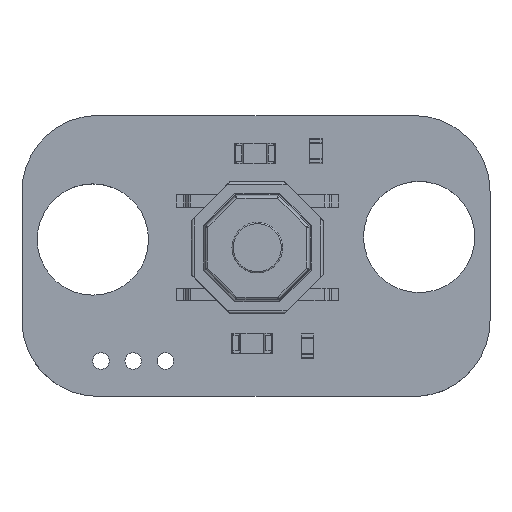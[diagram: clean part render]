
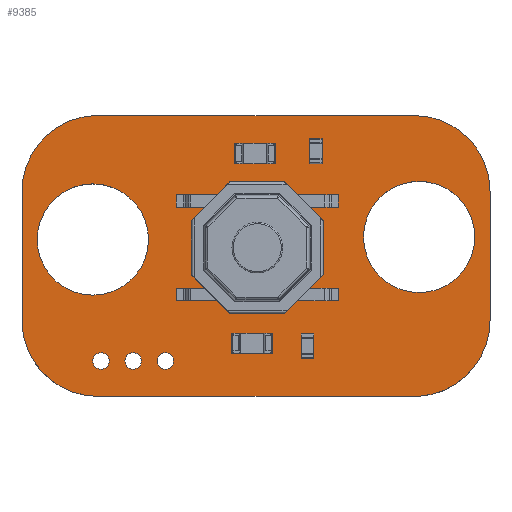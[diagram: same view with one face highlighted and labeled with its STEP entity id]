
A CAD part, top view. The second image highlights one B-rep face of the part: STEP entity #9385.
In plain terms, the highlighted planar face has unit normal (0, 0, 1).
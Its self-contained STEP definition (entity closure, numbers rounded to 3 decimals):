
#9149 = VERTEX_POINT('',#9150);
#9150 = CARTESIAN_POINT('',(6.25,5.55,1.51));
#9156 = EDGE_CURVE('',#9149,#9157,#9159,.T.);
#9157 = VERTEX_POINT('',#9158);
#9158 = CARTESIAN_POINT('',(9.248,2.718,1.51));
#9159 = CIRCLE('',#9160,2.998);
#9160 = AXIS2_PLACEMENT_3D('',#9161,#9162,#9163);
#9161 = CARTESIAN_POINT('',(6.254,2.552,1.51));
#9162 = DIRECTION('',(0.,0.,-1.));
#9163 = DIRECTION('',(-0.001,1.,0.));
#9191 = VERTEX_POINT('',#9192);
#9192 = CARTESIAN_POINT('',(-6.25,5.55,1.51));
#9198 = EDGE_CURVE('',#9191,#9149,#9199,.T.);
#9199 = LINE('',#9200,#9201);
#9200 = CARTESIAN_POINT('',(-6.25,5.55,1.51));
#9201 = VECTOR('',#9202,1.);
#9202 = DIRECTION('',(1.,0.,0.));
#9220 = EDGE_CURVE('',#9157,#9221,#9223,.T.);
#9221 = VERTEX_POINT('',#9222);
#9222 = CARTESIAN_POINT('',(9.25,2.55,1.51));
#9223 = LINE('',#9224,#9225);
#9224 = CARTESIAN_POINT('',(9.248,2.718,1.51));
#9225 = VECTOR('',#9226,1.);
#9226 = DIRECTION('',(0.014,-1.,0.));
#9385 = ADVANCED_FACE('',(#9386,#9464,#9475,#9486,#9497,#9508),#9519,.T.
  );
#9386 = FACE_BOUND('',#9387,.T.);
#9387 = EDGE_LOOP('',(#9388,#9389,#9390,#9398,#9407,#9415,#9423,#9432,
    #9440,#9448,#9457,#9463));
#9388 = ORIENTED_EDGE('',*,*,#9156,.F.);
#9389 = ORIENTED_EDGE('',*,*,#9198,.F.);
#9390 = ORIENTED_EDGE('',*,*,#9391,.F.);
#9391 = EDGE_CURVE('',#9392,#9191,#9394,.T.);
#9392 = VERTEX_POINT('',#9393);
#9393 = CARTESIAN_POINT('',(-6.418,5.548,1.51));
#9394 = LINE('',#9395,#9396);
#9395 = CARTESIAN_POINT('',(-6.418,5.548,1.51));
#9396 = VECTOR('',#9397,1.);
#9397 = DIRECTION('',(1.,0.014,0.));
#9398 = ORIENTED_EDGE('',*,*,#9399,.F.);
#9399 = EDGE_CURVE('',#9400,#9392,#9402,.T.);
#9400 = VERTEX_POINT('',#9401);
#9401 = CARTESIAN_POINT('',(-9.25,2.55,1.51));
#9402 = CIRCLE('',#9403,2.998);
#9403 = AXIS2_PLACEMENT_3D('',#9404,#9405,#9406);
#9404 = CARTESIAN_POINT('',(-6.252,2.554,1.51));
#9405 = DIRECTION('',(0.,0.,-1.));
#9406 = DIRECTION('',(-1.,-0.001,-0.));
#9407 = ORIENTED_EDGE('',*,*,#9408,.F.);
#9408 = EDGE_CURVE('',#9409,#9400,#9411,.T.);
#9409 = VERTEX_POINT('',#9410);
#9410 = CARTESIAN_POINT('',(-9.25,-2.55,1.51));
#9411 = LINE('',#9412,#9413);
#9412 = CARTESIAN_POINT('',(-9.25,-2.55,1.51));
#9413 = VECTOR('',#9414,1.);
#9414 = DIRECTION('',(0.,1.,0.));
#9415 = ORIENTED_EDGE('',*,*,#9416,.F.);
#9416 = EDGE_CURVE('',#9417,#9409,#9419,.T.);
#9417 = VERTEX_POINT('',#9418);
#9418 = CARTESIAN_POINT('',(-9.248,-2.718,1.51));
#9419 = LINE('',#9420,#9421);
#9420 = CARTESIAN_POINT('',(-9.248,-2.718,1.51));
#9421 = VECTOR('',#9422,1.);
#9422 = DIRECTION('',(-0.014,1.,0.));
#9423 = ORIENTED_EDGE('',*,*,#9424,.F.);
#9424 = EDGE_CURVE('',#9425,#9417,#9427,.T.);
#9425 = VERTEX_POINT('',#9426);
#9426 = CARTESIAN_POINT('',(-6.25,-5.55,1.51));
#9427 = CIRCLE('',#9428,2.998);
#9428 = AXIS2_PLACEMENT_3D('',#9429,#9430,#9431);
#9429 = CARTESIAN_POINT('',(-6.254,-2.552,1.51));
#9430 = DIRECTION('',(0.,0.,-1.));
#9431 = DIRECTION('',(0.001,-1.,0.));
#9432 = ORIENTED_EDGE('',*,*,#9433,.F.);
#9433 = EDGE_CURVE('',#9434,#9425,#9436,.T.);
#9434 = VERTEX_POINT('',#9435);
#9435 = CARTESIAN_POINT('',(6.25,-5.55,1.51));
#9436 = LINE('',#9437,#9438);
#9437 = CARTESIAN_POINT('',(6.25,-5.55,1.51));
#9438 = VECTOR('',#9439,1.);
#9439 = DIRECTION('',(-1.,0.,0.));
#9440 = ORIENTED_EDGE('',*,*,#9441,.F.);
#9441 = EDGE_CURVE('',#9442,#9434,#9444,.T.);
#9442 = VERTEX_POINT('',#9443);
#9443 = CARTESIAN_POINT('',(6.418,-5.548,1.51));
#9444 = LINE('',#9445,#9446);
#9445 = CARTESIAN_POINT('',(6.418,-5.548,1.51));
#9446 = VECTOR('',#9447,1.);
#9447 = DIRECTION('',(-1.,-0.014,0.));
#9448 = ORIENTED_EDGE('',*,*,#9449,.F.);
#9449 = EDGE_CURVE('',#9450,#9442,#9452,.T.);
#9450 = VERTEX_POINT('',#9451);
#9451 = CARTESIAN_POINT('',(9.25,-2.55,1.51));
#9452 = CIRCLE('',#9453,2.998);
#9453 = AXIS2_PLACEMENT_3D('',#9454,#9455,#9456);
#9454 = CARTESIAN_POINT('',(6.252,-2.554,1.51));
#9455 = DIRECTION('',(0.,0.,-1.));
#9456 = DIRECTION('',(1.,0.001,0.));
#9457 = ORIENTED_EDGE('',*,*,#9458,.F.);
#9458 = EDGE_CURVE('',#9221,#9450,#9459,.T.);
#9459 = LINE('',#9460,#9461);
#9460 = CARTESIAN_POINT('',(9.25,2.55,1.51));
#9461 = VECTOR('',#9462,1.);
#9462 = DIRECTION('',(0.,-1.,0.));
#9463 = ORIENTED_EDGE('',*,*,#9220,.F.);
#9464 = FACE_BOUND('',#9465,.T.);
#9465 = EDGE_LOOP('',(#9466));
#9466 = ORIENTED_EDGE('',*,*,#9467,.T.);
#9467 = EDGE_CURVE('',#9468,#9468,#9470,.T.);
#9468 = VERTEX_POINT('',#9469);
#9469 = CARTESIAN_POINT('',(-6.125,-4.475,1.51));
#9470 = CIRCLE('',#9471,0.325);
#9471 = AXIS2_PLACEMENT_3D('',#9472,#9473,#9474);
#9472 = CARTESIAN_POINT('',(-6.125,-4.15,1.51));
#9473 = DIRECTION('',(-0.,0.,-1.));
#9474 = DIRECTION('',(-0.,-1.,0.));
#9475 = FACE_BOUND('',#9476,.T.);
#9476 = EDGE_LOOP('',(#9477));
#9477 = ORIENTED_EDGE('',*,*,#9478,.T.);
#9478 = EDGE_CURVE('',#9479,#9479,#9481,.T.);
#9479 = VERTEX_POINT('',#9480);
#9480 = CARTESIAN_POINT('',(-4.855,-4.475,1.51));
#9481 = CIRCLE('',#9482,0.325);
#9482 = AXIS2_PLACEMENT_3D('',#9483,#9484,#9485);
#9483 = CARTESIAN_POINT('',(-4.855,-4.15,1.51));
#9484 = DIRECTION('',(-0.,0.,-1.));
#9485 = DIRECTION('',(-0.,-1.,0.));
#9486 = FACE_BOUND('',#9487,.T.);
#9487 = EDGE_LOOP('',(#9488));
#9488 = ORIENTED_EDGE('',*,*,#9489,.T.);
#9489 = EDGE_CURVE('',#9490,#9490,#9492,.T.);
#9490 = VERTEX_POINT('',#9491);
#9491 = CARTESIAN_POINT('',(-3.585,-4.475,1.51));
#9492 = CIRCLE('',#9493,0.325);
#9493 = AXIS2_PLACEMENT_3D('',#9494,#9495,#9496);
#9494 = CARTESIAN_POINT('',(-3.585,-4.15,1.51));
#9495 = DIRECTION('',(-0.,0.,-1.));
#9496 = DIRECTION('',(-0.,-1.,0.));
#9497 = FACE_BOUND('',#9498,.T.);
#9498 = EDGE_LOOP('',(#9499));
#9499 = ORIENTED_EDGE('',*,*,#9500,.F.);
#9500 = EDGE_CURVE('',#9501,#9501,#9503,.T.);
#9501 = VERTEX_POINT('',#9502);
#9502 = CARTESIAN_POINT('',(-4.25,0.65,1.51));
#9503 = CIRCLE('',#9504,2.2);
#9504 = AXIS2_PLACEMENT_3D('',#9505,#9506,#9507);
#9505 = CARTESIAN_POINT('',(-6.45,0.65,1.51));
#9506 = DIRECTION('',(0.,0.,1.));
#9507 = DIRECTION('',(1.,0.,-0.));
#9508 = FACE_BOUND('',#9509,.T.);
#9509 = EDGE_LOOP('',(#9510));
#9510 = ORIENTED_EDGE('',*,*,#9511,.F.);
#9511 = EDGE_CURVE('',#9512,#9512,#9514,.T.);
#9512 = VERTEX_POINT('',#9513);
#9513 = CARTESIAN_POINT('',(8.65,0.75,1.51));
#9514 = CIRCLE('',#9515,2.2);
#9515 = AXIS2_PLACEMENT_3D('',#9516,#9517,#9518);
#9516 = CARTESIAN_POINT('',(6.45,0.75,1.51));
#9517 = DIRECTION('',(0.,0.,1.));
#9518 = DIRECTION('',(1.,0.,-0.));
#9519 = PLANE('',#9520);
#9520 = AXIS2_PLACEMENT_3D('',#9521,#9522,#9523);
#9521 = CARTESIAN_POINT('',(0.,0.,1.51));
#9522 = DIRECTION('',(0.,0.,1.));
#9523 = DIRECTION('',(1.,0.,-0.));
